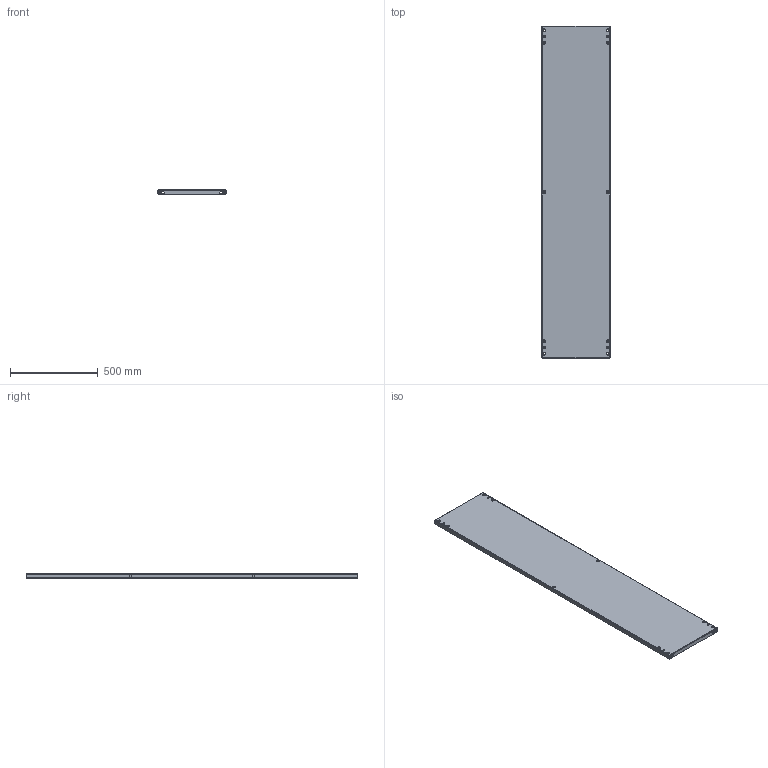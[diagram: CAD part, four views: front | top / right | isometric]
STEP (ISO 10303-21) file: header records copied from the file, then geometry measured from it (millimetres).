
FILE_DESCRIPTION (( 'STEP AP214' ), '1' );
FILE_NAME ('717.520.STEP', '2024-08-20T10:53:18', ( '' ), ( '' ), 'SwSTEP 2.0', 'SolidWorks 2021', '' );
FILE_SCHEMA (( 'AUTOMOTIVE_DESIGN' ));
Length unit declared in the file: millimetre
Products named in the file (3): Çàêëåïêà ðåçüáîâàÿ Ì8 øåñòèãðàííàÿ ñ óìåíüøåííûì áîðòîì; 717.520 昑; 717.520
Assembly tree (5 placements, depth 2):
  717.520
    717.520 昑
    Çàêëåïêà ðåçüáîâàÿ Ì8 øåñòèãðàííàÿ ñ óìåíüøåííûì áîðòîì  x4
Bounding box: 388 x 1888 x 26.6 mm (x, y, z)
Volume: 1811181.5 mm3; surface area: 1826553.8 mm2
Topology: 5 solids, 5 shells, 422 faces, 1144 edges, 736 vertices
Faces by surface type: cylinder 240, plane 150, cone 24, bspline 8
Entity records: 12446 total; most frequent: CARTESIAN_POINT 2627, DIRECTION 2086, ORIENTED_EDGE 1940, EDGE_CURVE 970, AXIS2_PLACEMENT_3D 791, VERTEX_POINT 628, EDGE_LOOP 550, LINE 504
